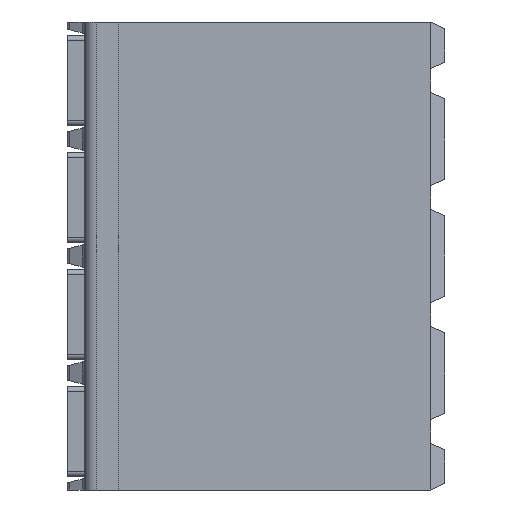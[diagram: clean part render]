
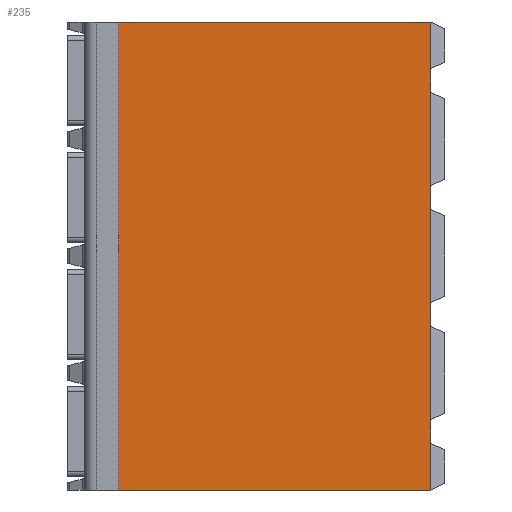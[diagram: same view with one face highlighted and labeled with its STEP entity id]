
A CAD part, left-side view. The second image highlights one B-rep face of the part: STEP entity #235.
In plain terms, the highlighted planar face has unit normal (-1, 0, 0).
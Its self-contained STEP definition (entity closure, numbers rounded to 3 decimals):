
#235 = ADVANCED_FACE( '', ( #688 ), #689, .F. );
#688 = FACE_OUTER_BOUND( '', #1266, .T. );
#689 = PLANE( '', #1267 );
#1266 = EDGE_LOOP( '', ( #2808, #2809, #2810, #2811, #2812, #2813, #2814, #2815, #2816, #2817, #2818, #2819 ) );
#1267 = AXIS2_PLACEMENT_3D( '', #2820, #2821, #2822 );
#2808 = ORIENTED_EDGE( '', *, *, #4243, .T. );
#2809 = ORIENTED_EDGE( '', *, *, #4310, .F. );
#2810 = ORIENTED_EDGE( '', *, *, #3893, .T. );
#2811 = ORIENTED_EDGE( '', *, *, #4311, .F. );
#2812 = ORIENTED_EDGE( '', *, *, #3863, .T. );
#2813 = ORIENTED_EDGE( '', *, *, #4312, .F. );
#2814 = ORIENTED_EDGE( '', *, *, #3873, .T. );
#2815 = ORIENTED_EDGE( '', *, *, #4313, .F. );
#2816 = ORIENTED_EDGE( '', *, *, #3883, .T. );
#2817 = ORIENTED_EDGE( '', *, *, #4314, .F. );
#2818 = ORIENTED_EDGE( '', *, *, #4241, .F. );
#2819 = ORIENTED_EDGE( '', *, *, #4315, .T. );
#2820 = CARTESIAN_POINT( '', ( 0.8, 13.95, 20. ) );
#2821 = DIRECTION( '', ( 1., 0., 0. ) );
#2822 = DIRECTION( '', ( 0., 0., -1. ) );
#3863 = EDGE_CURVE( '', #4653, #4658, #4660, .T. );
#3873 = EDGE_CURVE( '', #4671, #4676, #4678, .T. );
#3883 = EDGE_CURVE( '', #4689, #4694, #4696, .T. );
#3893 = EDGE_CURVE( '', #4707, #4712, #4714, .T. );
#4241 = EDGE_CURVE( '', #5338, #4642, #5340, .T. );
#4243 = EDGE_CURVE( '', #5343, #4645, #5344, .T. );
#4310 = EDGE_CURVE( '', #4707, #4645, #5431, .T. );
#4311 = EDGE_CURVE( '', #4653, #4712, #5432, .T. );
#4312 = EDGE_CURVE( '', #4671, #4658, #5433, .T. );
#4313 = EDGE_CURVE( '', #4689, #4676, #5434, .T. );
#4314 = EDGE_CURVE( '', #4642, #4694, #5435, .T. );
#4315 = EDGE_CURVE( '', #5338, #5343, #5436, .T. );
#4642 = VERTEX_POINT( '', #5894 );
#4645 = VERTEX_POINT( '', #5899 );
#4653 = VERTEX_POINT( '', #5911 );
#4658 = VERTEX_POINT( '', #5918 );
#4660 = LINE( '', #5921, #5922 );
#4671 = VERTEX_POINT( '', #5939 );
#4676 = VERTEX_POINT( '', #5946 );
#4678 = LINE( '', #5949, #5950 );
#4689 = VERTEX_POINT( '', #5967 );
#4694 = VERTEX_POINT( '', #5974 );
#4696 = LINE( '', #5977, #5978 );
#4707 = VERTEX_POINT( '', #5995 );
#4712 = VERTEX_POINT( '', #6002 );
#4714 = LINE( '', #6005, #6006 );
#5338 = VERTEX_POINT( '', #6889 );
#5340 = LINE( '', #6892, #6893 );
#5343 = VERTEX_POINT( '', #6897 );
#5344 = LINE( '', #6898, #6899 );
#5431 = LINE( '', #7042, #7043 );
#5432 = LINE( '', #7044, #7045 );
#5433 = LINE( '', #7046, #7047 );
#5434 = LINE( '', #7048, #7049 );
#5435 = LINE( '', #7050, #7051 );
#5436 = LINE( '', #7052, #7053 );
#5894 = CARTESIAN_POINT( '', ( 0.8, 0.6, 20. ) );
#5899 = CARTESIAN_POINT( '', ( 0.8, 0.6, 0. ) );
#5911 = CARTESIAN_POINT( '', ( 0.8, 0.6, 7. ) );
#5918 = CARTESIAN_POINT( '', ( 0.8, 0.6, 8. ) );
#5921 = CARTESIAN_POINT( '', ( 0.8, 0.6, 20. ) );
#5922 = VECTOR( '', #7583, 1000. );
#5939 = CARTESIAN_POINT( '', ( 0.8, 0.6, 12. ) );
#5946 = CARTESIAN_POINT( '', ( 0.8, 0.6, 13. ) );
#5949 = CARTESIAN_POINT( '', ( 0.8, 0.6, 20. ) );
#5950 = VECTOR( '', #7593, 1000. );
#5967 = CARTESIAN_POINT( '', ( 0.8, 0.6, 17. ) );
#5974 = CARTESIAN_POINT( '', ( 0.8, 0.6, 18. ) );
#5977 = CARTESIAN_POINT( '', ( 0.8, 0.6, 20. ) );
#5978 = VECTOR( '', #7603, 1000. );
#5995 = CARTESIAN_POINT( '', ( 0.8, 0.6, 2. ) );
#6002 = CARTESIAN_POINT( '', ( 0.8, 0.6, 3. ) );
#6005 = CARTESIAN_POINT( '', ( 0.8, 0.6, 20. ) );
#6006 = VECTOR( '', #7613, 1000. );
#6889 = CARTESIAN_POINT( '', ( 0.8, 13.95, 20. ) );
#6892 = CARTESIAN_POINT( '', ( 0.8, 13.95, 20. ) );
#6893 = VECTOR( '', #8135, 1000. );
#6897 = CARTESIAN_POINT( '', ( 0.8, 13.95, 0. ) );
#6898 = CARTESIAN_POINT( '', ( 0.8, 13.95, 0. ) );
#6899 = VECTOR( '', #8137, 1000. );
#7042 = CARTESIAN_POINT( '', ( 0.8, 0.6, 20. ) );
#7043 = VECTOR( '', #8224, 1000. );
#7044 = CARTESIAN_POINT( '', ( 0.8, 0.6, 20. ) );
#7045 = VECTOR( '', #8225, 1000. );
#7046 = CARTESIAN_POINT( '', ( 0.8, 0.6, 20. ) );
#7047 = VECTOR( '', #8226, 1000. );
#7048 = CARTESIAN_POINT( '', ( 0.8, 0.6, 20. ) );
#7049 = VECTOR( '', #8227, 1000. );
#7050 = CARTESIAN_POINT( '', ( 0.8, 0.6, 20. ) );
#7051 = VECTOR( '', #8228, 1000. );
#7052 = CARTESIAN_POINT( '', ( 0.8, 13.95, 20. ) );
#7053 = VECTOR( '', #8229, 1000. );
#7583 = DIRECTION( '', ( 0., 0., 1. ) );
#7593 = DIRECTION( '', ( 0., 0., 1. ) );
#7603 = DIRECTION( '', ( 0., 0., 1. ) );
#7613 = DIRECTION( '', ( 0., 0., 1. ) );
#8135 = DIRECTION( '', ( 0., -1., 0. ) );
#8137 = DIRECTION( '', ( 0., -1., 0. ) );
#8224 = DIRECTION( '', ( 0., 0., -1. ) );
#8225 = DIRECTION( '', ( 0., 0., -1. ) );
#8226 = DIRECTION( '', ( 0., 0., -1. ) );
#8227 = DIRECTION( '', ( 0., 0., -1. ) );
#8228 = DIRECTION( '', ( 0., 0., -1. ) );
#8229 = DIRECTION( '', ( 0., 0., -1. ) );
